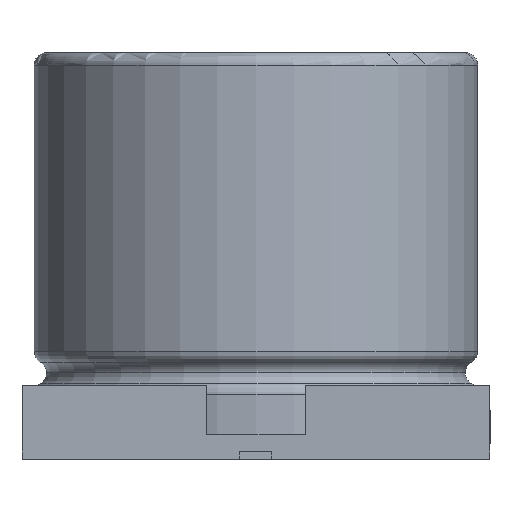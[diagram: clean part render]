
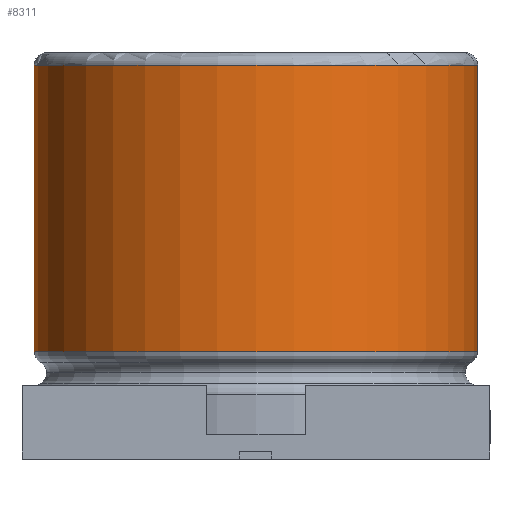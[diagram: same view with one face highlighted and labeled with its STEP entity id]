
A CAD part, front view. The second image highlights one B-rep face of the part: STEP entity #8311.
In plain terms, the highlighted cylindrical face has radius 9 mm (diameter 18 mm), a partial arc.
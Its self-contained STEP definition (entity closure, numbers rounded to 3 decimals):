
#41 = CARTESIAN_POINT ( 'NONE',  ( -9., 0., 16.5 ) ) ;
#327 = DIRECTION ( 'NONE',  ( 0., 0., 1. ) ) ;
#402 = CARTESIAN_POINT ( 'NONE',  ( -9., 0., 16. ) ) ;
#577 = DIRECTION ( 'NONE',  ( 0., 0., -1. ) ) ;
#728 = ORIENTED_EDGE ( 'NONE', *, *, #1427, .T. ) ;
#1427 = EDGE_CURVE ( 'NONE', #5763, #8034, #5095, .T. ) ;
#1851 = VERTEX_POINT ( 'NONE', #11498 ) ;
#2378 = ORIENTED_EDGE ( 'NONE', *, *, #4492, .F. ) ;
#2426 = ORIENTED_EDGE ( 'NONE', *, *, #12139, .T. ) ;
#2575 = FACE_OUTER_BOUND ( 'NONE', #9653, .T. ) ;
#3402 = VERTEX_POINT ( 'NONE', #6144 ) ;
#3552 = DIRECTION ( 'NONE',  ( 1., 0., 0. ) ) ;
#3665 = CARTESIAN_POINT ( 'NONE',  ( 0., 0., 16.5 ) ) ;
#3721 = CARTESIAN_POINT ( 'NONE',  ( 9., 0., 16.5 ) ) ;
#3755 = VECTOR ( 'NONE', #11222, 1000. ) ;
#4118 = CIRCLE ( 'NONE', #11641, 9. ) ;
#4492 = EDGE_CURVE ( 'NONE', #1851, #3402, #7888, .T. ) ;
#5095 = LINE ( 'NONE', #41, #3755 ) ;
#5357 = ORIENTED_EDGE ( 'NONE', *, *, #6747, .T. ) ;
#5412 = VECTOR ( 'NONE', #6011, 1000. ) ;
#5454 = CARTESIAN_POINT ( 'NONE',  ( 0., 0., 4.366 ) ) ;
#5763 = VERTEX_POINT ( 'NONE', #402 ) ;
#6011 = DIRECTION ( 'NONE',  ( 0., 0., -1. ) ) ;
#6144 = CARTESIAN_POINT ( 'NONE',  ( 9., 0., 4.366 ) ) ;
#6469 = AXIS2_PLACEMENT_3D ( 'NONE', #5454, #327, #11638 ) ;
#6620 = DIRECTION ( 'NONE',  ( -1., 0., 0. ) ) ;
#6747 = EDGE_CURVE ( 'NONE', #1851, #5763, #4118, .T. ) ;
#7770 = CIRCLE ( 'NONE', #6469, 9. ) ;
#7888 = LINE ( 'NONE', #3721, #5412 ) ;
#7924 = CARTESIAN_POINT ( 'NONE',  ( -9., 0., 4.366 ) ) ;
#8034 = VERTEX_POINT ( 'NONE', #7924 ) ;
#8311 = ADVANCED_FACE ( 'NONE', ( #2575 ), #10941, .T. ) ;
#9478 = AXIS2_PLACEMENT_3D ( 'NONE', #3665, #577, #6620 ) ;
#9653 = EDGE_LOOP ( 'NONE', ( #2378, #5357, #728, #2426 ) ) ;
#10690 = DIRECTION ( 'NONE',  ( 0., 0., -1. ) ) ;
#10941 = CYLINDRICAL_SURFACE ( 'NONE', #9478, 9. ) ;
#11222 = DIRECTION ( 'NONE',  ( 0., 0., -1. ) ) ;
#11498 = CARTESIAN_POINT ( 'NONE',  ( 9., 0., 16. ) ) ;
#11638 = DIRECTION ( 'NONE',  ( -1., 0., 0. ) ) ;
#11641 = AXIS2_PLACEMENT_3D ( 'NONE', #12794, #10690, #3552 ) ;
#12139 = EDGE_CURVE ( 'NONE', #8034, #3402, #7770, .T. ) ;
#12794 = CARTESIAN_POINT ( 'NONE',  ( 0., 0., 16. ) ) ;
